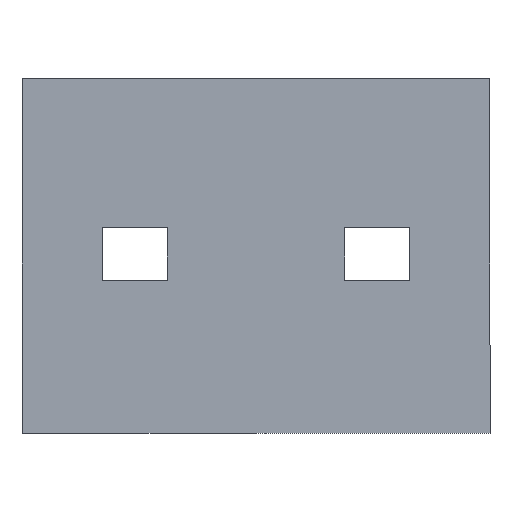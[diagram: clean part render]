
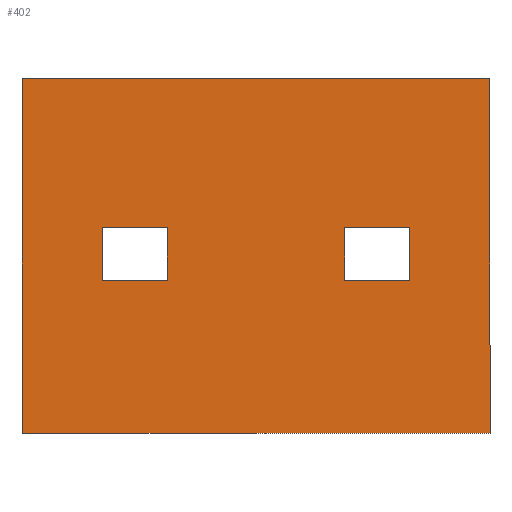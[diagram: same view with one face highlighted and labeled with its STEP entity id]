
A CAD part, top view. The second image highlights one B-rep face of the part: STEP entity #402.
In plain terms, the highlighted planar face has unit normal (0, 0, 1).
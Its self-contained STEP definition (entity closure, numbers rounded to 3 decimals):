
#1 = EDGE_CURVE ( 'NONE', #29, #47, #471, .T. ) ;
#4 = CARTESIAN_POINT ( 'NONE',  ( 176.9, -189.149, 12.7 ) ) ;
#5 = CARTESIAN_POINT ( 'NONE',  ( 679.95, 42.751, 12.7 ) ) ;
#9 = LINE ( 'NONE', #4, #120 ) ;
#11 = EDGE_CURVE ( 'NONE', #134, #52, #253, .T. ) ;
#15 = VERTEX_POINT ( 'NONE', #387 ) ;
#28 = VECTOR ( 'NONE', #208, 1000. ) ;
#29 = VERTEX_POINT ( 'NONE', #389 ) ;
#36 = EDGE_LOOP ( 'NONE', ( #214, #88, #179, #376 ) ) ;
#37 = VECTOR ( 'NONE', #469, 1000. ) ;
#38 = DIRECTION ( 'NONE',  ( 1., 0., 0. ) ) ;
#44 = VECTOR ( 'NONE', #333, 1000. ) ;
#47 = VERTEX_POINT ( 'NONE', #210 ) ;
#52 = VERTEX_POINT ( 'NONE', #462 ) ;
#65 = EDGE_CURVE ( 'NONE', #47, #218, #252, .T. ) ;
#69 = VECTOR ( 'NONE', #289, 1000. ) ;
#88 = ORIENTED_EDGE ( 'NONE', *, *, #11, .F. ) ;
#101 = LINE ( 'NONE', #423, #28 ) ;
#102 = ORIENTED_EDGE ( 'NONE', *, *, #201, .T. ) ;
#103 = CARTESIAN_POINT ( 'NONE',  ( -50.05, 42.751, 12.7 ) ) ;
#112 = LINE ( 'NONE', #302, #347 ) ;
#116 = EDGE_CURVE ( 'NONE', #396, #134, #9, .T. ) ;
#119 = VERTEX_POINT ( 'NONE', #5 ) ;
#120 = VECTOR ( 'NONE', #257, 1000. ) ;
#124 = DIRECTION ( 'NONE',  ( 0., -1., 0. ) ) ;
#131 = ORIENTED_EDGE ( 'NONE', *, *, #173, .T. ) ;
#132 = DIRECTION ( 'NONE',  ( 0., 0., 1. ) ) ;
#134 = VERTEX_POINT ( 'NONE', #262 ) ;
#149 = CARTESIAN_POINT ( 'NONE',  ( -50.05, -509.949, 12.7 ) ) ;
#156 = EDGE_LOOP ( 'NONE', ( #102, #131, #235, #455 ) ) ;
#166 = VERTEX_POINT ( 'NONE', #149 ) ;
#171 = FACE_BOUND ( 'NONE', #36, .T. ) ;
#173 = EDGE_CURVE ( 'NONE', #166, #224, #182, .T. ) ;
#174 = CARTESIAN_POINT ( 'NONE',  ( 75.3, -189.149, 12.7 ) ) ;
#177 = VECTOR ( 'NONE', #124, 1000. ) ;
#178 = CARTESIAN_POINT ( 'NONE',  ( 0., 0., 12.7 ) ) ;
#179 = ORIENTED_EDGE ( 'NONE', *, *, #116, .F. ) ;
#180 = VERTEX_POINT ( 'NONE', #185 ) ;
#182 = LINE ( 'NONE', #226, #407 ) ;
#185 = CARTESIAN_POINT ( 'NONE',  ( 75.3, -271.699, 12.7 ) ) ;
#201 = EDGE_CURVE ( 'NONE', #428, #166, #112, .T. ) ;
#203 = ORIENTED_EDGE ( 'NONE', *, *, #65, .F. ) ;
#208 = DIRECTION ( 'NONE',  ( -1., 0., 0. ) ) ;
#210 = CARTESIAN_POINT ( 'NONE',  ( 554.6, -189.149, 12.7 ) ) ;
#211 = EDGE_CURVE ( 'NONE', #52, #180, #261, .T. ) ;
#214 = ORIENTED_EDGE ( 'NONE', *, *, #211, .F. ) ;
#218 = VERTEX_POINT ( 'NONE', #256 ) ;
#224 = VERTEX_POINT ( 'NONE', #472 ) ;
#226 = CARTESIAN_POINT ( 'NONE',  ( -50.05, -509.949, 12.7 ) ) ;
#235 = ORIENTED_EDGE ( 'NONE', *, *, #434, .T. ) ;
#251 = EDGE_CURVE ( 'NONE', #15, #29, #456, .T. ) ;
#252 = LINE ( 'NONE', #463, #339 ) ;
#253 = LINE ( 'NONE', #174, #69 ) ;
#256 = CARTESIAN_POINT ( 'NONE',  ( 453., -189.149, 12.7 ) ) ;
#257 = DIRECTION ( 'NONE',  ( 0., 1., 0. ) ) ;
#261 = LINE ( 'NONE', #337, #44 ) ;
#262 = CARTESIAN_POINT ( 'NONE',  ( 176.9, -189.149, 12.7 ) ) ;
#264 = DIRECTION ( 'NONE',  ( 1., 0., 0. ) ) ;
#289 = DIRECTION ( 'NONE',  ( -1., 0., 0. ) ) ;
#302 = CARTESIAN_POINT ( 'NONE',  ( -50.05, 42.751, 12.7 ) ) ;
#310 = CARTESIAN_POINT ( 'NONE',  ( 176.9, -271.699, 12.7 ) ) ;
#312 = LINE ( 'NONE', #454, #177 ) ;
#317 = VECTOR ( 'NONE', #340, 1000. ) ;
#324 = CARTESIAN_POINT ( 'NONE',  ( 679.95, 42.751, 12.7 ) ) ;
#325 = EDGE_CURVE ( 'NONE', #218, #15, #312, .T. ) ;
#333 = DIRECTION ( 'NONE',  ( 0., -1., 0. ) ) ;
#337 = CARTESIAN_POINT ( 'NONE',  ( 75.3, -189.149, 12.7 ) ) ;
#339 = VECTOR ( 'NONE', #430, 1000. ) ;
#340 = DIRECTION ( 'NONE',  ( 1., 0., 0. ) ) ;
#343 = EDGE_CURVE ( 'NONE', #180, #396, #373, .T. ) ;
#347 = VECTOR ( 'NONE', #363, 1000. ) ;
#354 = VECTOR ( 'NONE', #264, 1000. ) ;
#358 = LINE ( 'NONE', #324, #458 ) ;
#360 = FACE_OUTER_BOUND ( 'NONE', #156, .T. ) ;
#363 = DIRECTION ( 'NONE',  ( 0., -1., 0. ) ) ;
#366 = FACE_BOUND ( 'NONE', #474, .T. ) ;
#372 = DIRECTION ( 'NONE',  ( 1., 0., 0. ) ) ;
#373 = LINE ( 'NONE', #419, #317 ) ;
#376 = ORIENTED_EDGE ( 'NONE', *, *, #343, .F. ) ;
#387 = CARTESIAN_POINT ( 'NONE',  ( 453., -271.699, 12.7 ) ) ;
#389 = CARTESIAN_POINT ( 'NONE',  ( 554.6, -271.699, 12.7 ) ) ;
#395 = PLANE ( 'NONE',  #443 ) ;
#396 = VERTEX_POINT ( 'NONE', #310 ) ;
#398 = ORIENTED_EDGE ( 'NONE', *, *, #1, .F. ) ;
#402 = ADVANCED_FACE ( 'NONE', ( #171, #366, #360 ), #395, .T. ) ;
#407 = VECTOR ( 'NONE', #372, 1000. ) ;
#418 = ORIENTED_EDGE ( 'NONE', *, *, #325, .F. ) ;
#419 = CARTESIAN_POINT ( 'NONE',  ( 75.3, -271.699, 12.7 ) ) ;
#422 = ORIENTED_EDGE ( 'NONE', *, *, #251, .F. ) ;
#423 = CARTESIAN_POINT ( 'NONE',  ( -50.05, 42.751, 12.7 ) ) ;
#428 = VERTEX_POINT ( 'NONE', #103 ) ;
#430 = DIRECTION ( 'NONE',  ( -1., 0., 0. ) ) ;
#434 = EDGE_CURVE ( 'NONE', #224, #119, #358, .T. ) ;
#435 = CARTESIAN_POINT ( 'NONE',  ( 554.6, -189.149, 12.7 ) ) ;
#438 = EDGE_CURVE ( 'NONE', #119, #428, #101, .T. ) ;
#443 = AXIS2_PLACEMENT_3D ( 'NONE', #178, #132, #38 ) ;
#452 = CARTESIAN_POINT ( 'NONE',  ( 554.6, -271.699, 12.7 ) ) ;
#454 = CARTESIAN_POINT ( 'NONE',  ( 453., -189.149, 12.7 ) ) ;
#455 = ORIENTED_EDGE ( 'NONE', *, *, #438, .T. ) ;
#456 = LINE ( 'NONE', #452, #354 ) ;
#458 = VECTOR ( 'NONE', #461, 1000. ) ;
#461 = DIRECTION ( 'NONE',  ( 0., 1., 0. ) ) ;
#462 = CARTESIAN_POINT ( 'NONE',  ( 75.3, -189.149, 12.7 ) ) ;
#463 = CARTESIAN_POINT ( 'NONE',  ( 554.6, -189.149, 12.7 ) ) ;
#469 = DIRECTION ( 'NONE',  ( 0., 1., 0. ) ) ;
#471 = LINE ( 'NONE', #435, #37 ) ;
#472 = CARTESIAN_POINT ( 'NONE',  ( 679.95, -509.949, 12.7 ) ) ;
#474 = EDGE_LOOP ( 'NONE', ( #398, #422, #418, #203 ) ) ;
